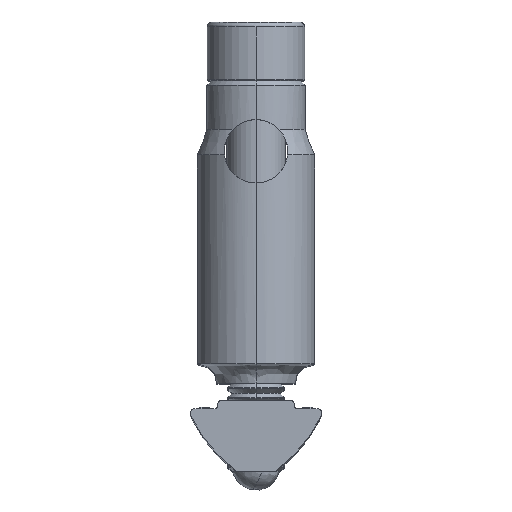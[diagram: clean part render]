
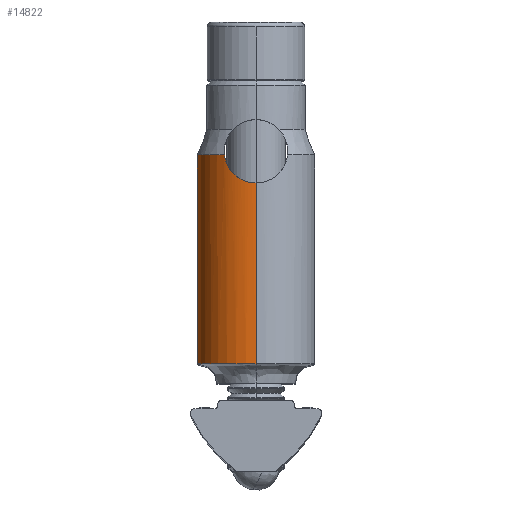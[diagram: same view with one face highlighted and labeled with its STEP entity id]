
A CAD part, top view. The second image highlights one B-rep face of the part: STEP entity #14822.
In plain terms, the highlighted cylindrical face has radius 6 mm (diameter 12 mm), a partial arc.
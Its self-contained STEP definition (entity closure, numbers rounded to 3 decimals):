
#177 = CARTESIAN_POINT ( 'NONE',  ( -2.45, 23.406, 76.678 ) ) ;
#553 = VERTEX_POINT ( 'NONE', #7625 ) ;
#643 = CIRCLE ( 'NONE', #12473, 6. ) ;
#999 = EDGE_CURVE ( 'NONE', #553, #12382, #1447, .T. ) ;
#1136 = AXIS2_PLACEMENT_3D ( 'NONE', #12772, #12618, #9410 ) ;
#1447 = B_SPLINE_CURVE_WITH_KNOTS ( 'NONE', 3,
 ( #16879, #18232, #16762, #16733, #16688, #16667, #16620, #16545, #16193, #16368, #16260, #16119, #16335, #15245, #15897, #15802, #16052, #16096 ),
 .UNSPECIFIED., .F., .F.,
 ( 4, 2, 2, 2, 2, 2, 2, 2, 4 ),
 ( -0.005, -0.004, -0.004, -0.003, -0.002, -0.002, -0.001, -0.001, 0. ),
 .UNSPECIFIED. ) ;
#1648 = EDGE_CURVE ( 'NONE', #5757, #553, #643, .T. ) ;
#1909 = EDGE_LOOP ( 'NONE', ( #5457, #19061, #20345, #17224, #10979, #18591 ) ) ;
#1924 = CARTESIAN_POINT ( 'NONE',  ( -2.795, 23.879, 76.51 ) ) ;
#2296 = LINE ( 'NONE', #6562, #11382 ) ;
#3006 = VERTEX_POINT ( 'NONE', #20775 ) ;
#3020 = FACE_OUTER_BOUND ( 'NONE', #1909, .T. ) ;
#4792 = DIRECTION ( 'NONE',  ( 0., 1., 0. ) ) ;
#4908 = EDGE_CURVE ( 'NONE', #12601, #5757, #8905, .T. ) ;
#5304 = CARTESIAN_POINT ( 'NONE',  ( -0.798, 22.393, 77.15 ) ) ;
#5457 = ORIENTED_EDGE ( 'NONE', *, *, #5733, .F. ) ;
#5733 = EDGE_CURVE ( 'NONE', #12601, #19080, #2296, .T. ) ;
#5757 = VERTEX_POINT ( 'NONE', #11688 ) ;
#6562 = CARTESIAN_POINT ( 'NONE',  ( 0., 1.8, 77.2 ) ) ;
#7052 = CARTESIAN_POINT ( 'NONE',  ( -1.364, 22.593, 77.046 ) ) ;
#7188 = EDGE_CURVE ( 'NONE', #3006, #19080, #10272, .T. ) ;
#7597 = CARTESIAN_POINT ( 'NONE',  ( 0., 25.19, 71.2 ) ) ;
#7625 = CARTESIAN_POINT ( 'NONE',  ( -3.23, 25.19, 66.144 ) ) ;
#7885 = DIRECTION ( 'NONE',  ( 0., 0., -1. ) ) ;
#7956 = DIRECTION ( 'NONE',  ( 0., -1., 0. ) ) ;
#8063 = CARTESIAN_POINT ( 'NONE',  ( -3.049, 24.406, 76.368 ) ) ;
#8800 = CARTESIAN_POINT ( 'NONE',  ( -1.873, 22.887, 76.903 ) ) ;
#8905 = B_SPLINE_CURVE_WITH_KNOTS ( 'NONE', 3,
 ( #12102, #10369, #15468, #5304, #17127, #7052, #18776, #8800, #20460, #10442, #177, #12180, #1924, #13854, #8063, #19709, #9728, #21403 ),
 .UNSPECIFIED., .F., .F.,
 ( 4, 2, 2, 2, 2, 2, 2, 2, 4 ),
 ( 0.005, 0.005, 0.006, 0.007, 0.007, 0.008, 0.008, 0.009, 0.01 ),
 .UNSPECIFIED. ) ;
#8944 = CARTESIAN_POINT ( 'NONE',  ( 0., 22.3, 77.2 ) ) ;
#9410 = DIRECTION ( 'NONE',  ( 0., 0., -1. ) ) ;
#9728 = CARTESIAN_POINT ( 'NONE',  ( -3.207, 24.987, 76.271 ) ) ;
#10190 = CARTESIAN_POINT ( 'NONE',  ( 0., 1.8, 65.2 ) ) ;
#10272 = CIRCLE ( 'NONE', #15043, 6. ) ;
#10369 = CARTESIAN_POINT ( 'NONE',  ( -0.204, 22.3, 77.2 ) ) ;
#10442 = CARTESIAN_POINT ( 'NONE',  ( -2.319, 23.265, 76.736 ) ) ;
#10979 = ORIENTED_EDGE ( 'NONE', *, *, #20448, .T. ) ;
#11382 = VECTOR ( 'NONE', #11459, 1000. ) ;
#11459 = DIRECTION ( 'NONE',  ( 0., -1., 0. ) ) ;
#11688 = CARTESIAN_POINT ( 'NONE',  ( -3.23, 25.19, 76.256 ) ) ;
#11912 = DIRECTION ( 'NONE',  ( 0., -1., 0. ) ) ;
#12102 = CARTESIAN_POINT ( 'NONE',  ( 0., 22.3, 77.2 ) ) ;
#12180 = CARTESIAN_POINT ( 'NONE',  ( -2.689, 23.715, 76.565 ) ) ;
#12382 = VERTEX_POINT ( 'NONE', #14915 ) ;
#12473 = AXIS2_PLACEMENT_3D ( 'NONE', #7597, #7956, #7885 ) ;
#12601 = VERTEX_POINT ( 'NONE', #8944 ) ;
#12618 = DIRECTION ( 'NONE',  ( 0., -1., 0. ) ) ;
#12772 = CARTESIAN_POINT ( 'NONE',  ( 0., 1.8, 71.2 ) ) ;
#12973 = CARTESIAN_POINT ( 'NONE',  ( 0., 3.8, 77.2 ) ) ;
#13854 = CARTESIAN_POINT ( 'NONE',  ( -2.974, 24.225, 76.412 ) ) ;
#14469 = CYLINDRICAL_SURFACE ( 'NONE', #1136, 6. ) ;
#14822 = ADVANCED_FACE ( 'NONE', ( #3020 ), #14469, .T. ) ;
#14915 = CARTESIAN_POINT ( 'NONE',  ( 0., 22.3, 65.2 ) ) ;
#14979 = CARTESIAN_POINT ( 'NONE',  ( 0., 3.8, 71.2 ) ) ;
#15043 = AXIS2_PLACEMENT_3D ( 'NONE', #14979, #4792, #16655 ) ;
#15245 = CARTESIAN_POINT ( 'NONE',  ( -0.995, 22.45, 65.28 ) ) ;
#15468 = CARTESIAN_POINT ( 'NONE',  ( -0.404, 22.319, 77.19 ) ) ;
#15802 = CARTESIAN_POINT ( 'NONE',  ( -0.409, 22.32, 65.211 ) ) ;
#15897 = CARTESIAN_POINT ( 'NONE',  ( -0.804, 22.395, 65.251 ) ) ;
#16052 = CARTESIAN_POINT ( 'NONE',  ( -0.204, 22.3, 65.2 ) ) ;
#16096 = CARTESIAN_POINT ( 'NONE',  ( 0., 22.3, 65.2 ) ) ;
#16119 = CARTESIAN_POINT ( 'NONE',  ( -1.542, 22.683, 65.399 ) ) ;
#16193 = CARTESIAN_POINT ( 'NONE',  ( -2.319, 23.264, 65.664 ) ) ;
#16260 = CARTESIAN_POINT ( 'NONE',  ( -1.876, 22.889, 65.498 ) ) ;
#16335 = CARTESIAN_POINT ( 'NONE',  ( -1.363, 22.593, 65.354 ) ) ;
#16368 = CARTESIAN_POINT ( 'NONE',  ( -2.031, 23.005, 65.552 ) ) ;
#16545 = CARTESIAN_POINT ( 'NONE',  ( -2.452, 23.408, 65.722 ) ) ;
#16620 = CARTESIAN_POINT ( 'NONE',  ( -2.69, 23.716, 65.835 ) ) ;
#16642 = VECTOR ( 'NONE', #11912, 1000. ) ;
#16655 = DIRECTION ( 'NONE',  ( 0., 0., -1. ) ) ;
#16667 = CARTESIAN_POINT ( 'NONE',  ( -2.794, 23.879, 65.889 ) ) ;
#16688 = CARTESIAN_POINT ( 'NONE',  ( -2.975, 24.228, 65.989 ) ) ;
#16733 = CARTESIAN_POINT ( 'NONE',  ( -3.051, 24.413, 66.033 ) ) ;
#16762 = CARTESIAN_POINT ( 'NONE',  ( -3.167, 24.792, 66.103 ) ) ;
#16879 = CARTESIAN_POINT ( 'NONE',  ( -3.23, 25.19, 66.144 ) ) ;
#17127 = CARTESIAN_POINT ( 'NONE',  ( -0.993, 22.449, 77.12 ) ) ;
#17146 = LINE ( 'NONE', #10190, #16642 ) ;
#17224 = ORIENTED_EDGE ( 'NONE', *, *, #999, .T. ) ;
#18232 = CARTESIAN_POINT ( 'NONE',  ( -3.207, 24.987, 66.129 ) ) ;
#18591 = ORIENTED_EDGE ( 'NONE', *, *, #7188, .T. ) ;
#18776 = CARTESIAN_POINT ( 'NONE',  ( -1.539, 22.681, 77.002 ) ) ;
#19061 = ORIENTED_EDGE ( 'NONE', *, *, #4908, .T. ) ;
#19080 = VERTEX_POINT ( 'NONE', #12973 ) ;
#19709 = CARTESIAN_POINT ( 'NONE',  ( -3.166, 24.789, 76.297 ) ) ;
#20345 = ORIENTED_EDGE ( 'NONE', *, *, #1648, .T. ) ;
#20448 = EDGE_CURVE ( 'NONE', #12382, #3006, #17146, .T. ) ;
#20460 = CARTESIAN_POINT ( 'NONE',  ( -2.031, 23.005, 76.848 ) ) ;
#20775 = CARTESIAN_POINT ( 'NONE',  ( 0., 3.8, 65.2 ) ) ;
#21403 = CARTESIAN_POINT ( 'NONE',  ( -3.23, 25.19, 76.256 ) ) ;
